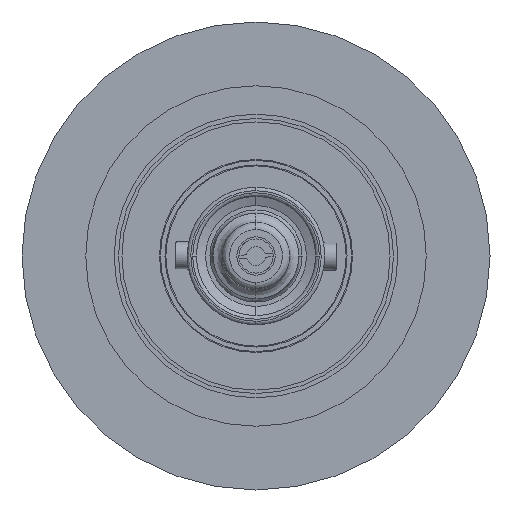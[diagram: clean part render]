
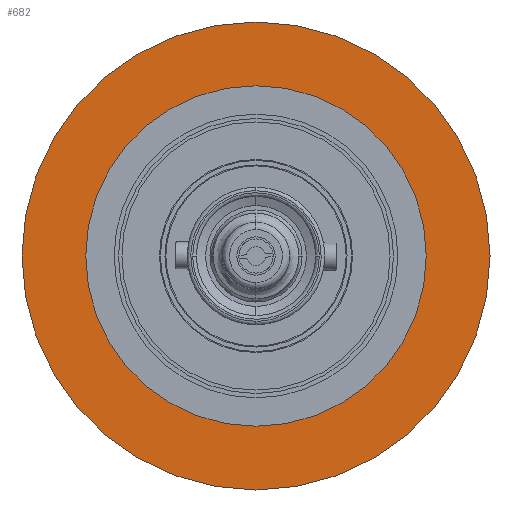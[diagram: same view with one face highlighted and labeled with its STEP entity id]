
A CAD part, left-side view. The second image highlights one B-rep face of the part: STEP entity #682.
In plain terms, the highlighted planar face has unit normal (-1, 0, 0).
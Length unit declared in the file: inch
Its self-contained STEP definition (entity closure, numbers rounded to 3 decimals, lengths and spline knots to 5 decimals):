
#382 = CARTESIAN_POINT ( 'NONE',  ( 0., 0., 0. ) ) ;
#383 = DIRECTION ( 'NONE',  ( 1., 0., 0. ) ) ;
#384 = DIRECTION ( 'NONE',  ( 0., 0., 1. ) ) ;
#414 = CARTESIAN_POINT ( 'NONE',  ( 0., 0., 0. ) ) ;
#415 = DIRECTION ( 'NONE',  ( 1., 0., 0. ) ) ;
#416 = DIRECTION ( 'NONE',  ( 0., 0., 1. ) ) ;
#578 = DIRECTION ( 'NONE',  ( 1., 0., 0. ) ) ;
#579 = CARTESIAN_POINT ( 'NONE',  ( 0., 0., 0. ) ) ;
#641 = DIRECTION ( 'NONE',  ( 0., 0., 1. ) ) ;
#682 = ADVANCED_FACE ( 'NONE', ( #4606, #4598 ), #1264, .F. ) ;
#997 = CIRCLE ( 'NONE', #3174, 0.6425 ) ;
#1003 = CIRCLE ( 'NONE', #3283, 0.4675 ) ;
#1216 = DIRECTION ( 'NONE',  ( 0., 0., 1. ) ) ;
#1217 = DIRECTION ( 'NONE',  ( 1., 0., 0. ) ) ;
#1218 = CARTESIAN_POINT ( 'NONE',  ( 0., 0., 0. ) ) ;
#1264 = PLANE ( 'NONE',  #3502 ) ;
#1266 = CARTESIAN_POINT ( 'NONE',  ( 0., 0., 0. ) ) ;
#1271 = DIRECTION ( 'NONE',  ( 1., 0., 0. ) ) ;
#1272 = DIRECTION ( 'NONE',  ( 0., 0., -1. ) ) ;
#2006 = CIRCLE ( 'NONE', #3160, 0.6425 ) ;
#2097 = CIRCLE ( 'NONE', #3212, 0.4675 ) ;
#2632 = ORIENTED_EDGE ( 'NONE', *, *, #5029, .F. ) ;
#2634 = ORIENTED_EDGE ( 'NONE', *, *, #4867, .F. ) ;
#2650 = ORIENTED_EDGE ( 'NONE', *, *, #5024, .T. ) ;
#2651 = ORIENTED_EDGE ( 'NONE', *, *, #4811, .T. ) ;
#2954 = VERTEX_POINT ( 'NONE', #5442 ) ;
#2994 = VERTEX_POINT ( 'NONE', #5414 ) ;
#3045 = EDGE_LOOP ( 'NONE', ( #2650, #2651 ) ) ;
#3062 = EDGE_LOOP ( 'NONE', ( #2634, #2632 ) ) ;
#3160 = AXIS2_PLACEMENT_3D ( 'NONE', #579, #578, #641 ) ;
#3174 = AXIS2_PLACEMENT_3D ( 'NONE', #414, #415, #416 ) ;
#3212 = AXIS2_PLACEMENT_3D ( 'NONE', #1218, #1217, #1216 ) ;
#3283 = AXIS2_PLACEMENT_3D ( 'NONE', #382, #383, #384 ) ;
#3502 = AXIS2_PLACEMENT_3D ( 'NONE', #1266, #1271, #1272 ) ;
#4009 = VERTEX_POINT ( 'NONE', #5292 ) ;
#4024 = VERTEX_POINT ( 'NONE', #5287 ) ;
#4598 = FACE_OUTER_BOUND ( 'NONE', #3062, .T. ) ;
#4606 = FACE_BOUND ( 'NONE', #3045, .T. ) ;
#4811 = EDGE_CURVE ( 'NONE', #2954, #4009, #2097, .T. ) ;
#4867 = EDGE_CURVE ( 'NONE', #2994, #4024, #2006, .T. ) ;
#5024 = EDGE_CURVE ( 'NONE', #4009, #2954, #1003, .T. ) ;
#5029 = EDGE_CURVE ( 'NONE', #4024, #2994, #997, .T. ) ;
#5287 = CARTESIAN_POINT ( 'NONE',  ( 0., 0., -0.6425 ) ) ;
#5292 = CARTESIAN_POINT ( 'NONE',  ( 0., 0., 0.4675 ) ) ;
#5414 = CARTESIAN_POINT ( 'NONE',  ( 0., 0., 0.6425 ) ) ;
#5442 = CARTESIAN_POINT ( 'NONE',  ( 0., 0., -0.4675 ) ) ;
